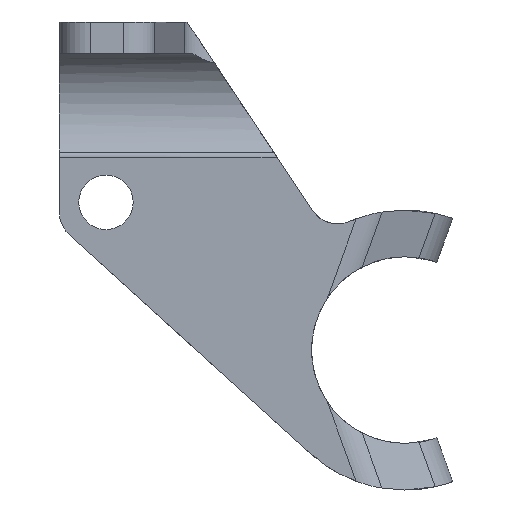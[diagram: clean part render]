
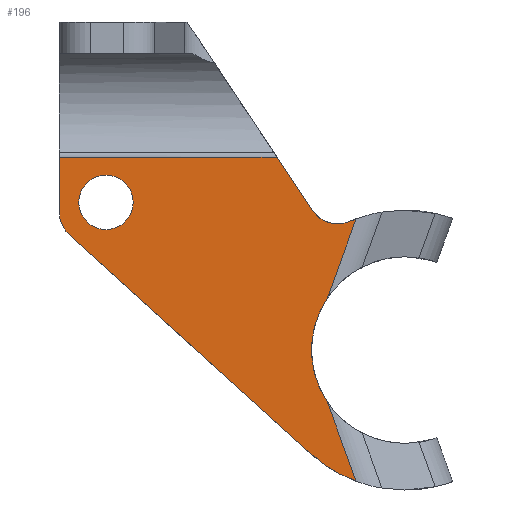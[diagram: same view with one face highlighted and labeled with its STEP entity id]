
A CAD part, front view. The second image highlights one B-rep face of the part: STEP entity #196.
In plain terms, the highlighted planar face has unit normal (0, -1, 0).
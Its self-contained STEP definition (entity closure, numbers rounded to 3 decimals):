
#7 = DIRECTION ( 'NONE',  ( 0.553, 0., -0.833 ) ) ;
#22 = EDGE_CURVE ( 'NONE', #1745, #531, #2024, .T. ) ;
#44 = ORIENTED_EDGE ( 'NONE', *, *, #584, .T. ) ;
#69 = VERTEX_POINT ( 'NONE', #1315 ) ;
#131 = DIRECTION ( 'NONE',  ( 0., -1., 0. ) ) ;
#141 = AXIS2_PLACEMENT_3D ( 'NONE', #1032, #2068, #174 ) ;
#158 = CIRCLE ( 'NONE', #1000, 2. ) ;
#165 = VECTOR ( 'NONE', #521, 1000. ) ;
#167 = LINE ( 'NONE', #1182, #1471 ) ;
#174 = DIRECTION ( 'NONE',  ( 0., 0., 1. ) ) ;
#181 = VERTEX_POINT ( 'NONE', #1433 ) ;
#193 = CARTESIAN_POINT ( 'NONE',  ( 37.65, 18.25, 0. ) ) ;
#196 = ADVANCED_FACE ( 'NONE', ( #1657, #2150 ), #1738, .F. ) ;
#203 = AXIS2_PLACEMENT_3D ( 'NONE', #1828, #668, #1009 ) ;
#216 = AXIS2_PLACEMENT_3D ( 'NONE', #1853, #2211, #1484 ) ;
#284 = VERTEX_POINT ( 'NONE', #1077 ) ;
#302 = CARTESIAN_POINT ( 'NONE',  ( 18.425, 18.25, 7.75 ) ) ;
#303 = VECTOR ( 'NONE', #1449, 1000. ) ;
#311 = CARTESIAN_POINT ( 'NONE',  ( 37.65, 18.25, 0. ) ) ;
#452 = ORIENTED_EDGE ( 'NONE', *, *, #1973, .F. ) ;
#466 = CARTESIAN_POINT ( 'NONE',  ( 15.425, 18.25, 8. ) ) ;
#479 = DIRECTION ( 'NONE',  ( 0.342, 0., 0.94 ) ) ;
#505 = CARTESIAN_POINT ( 'NONE',  ( 23.65, 18.25, 21.1 ) ) ;
#521 = DIRECTION ( 'NONE',  ( -0.741, 0., 0.672 ) ) ;
#531 = VERTEX_POINT ( 'NONE', #1169 ) ;
#545 = ORIENTED_EDGE ( 'NONE', *, *, #1214, .F. ) ;
#568 = DIRECTION ( 'NONE',  ( 0., 1., 0. ) ) ;
#584 = EDGE_CURVE ( 'NONE', #1002, #1908, #158, .T. ) ;
#587 = CIRCLE ( 'NONE', #1297, 6. ) ;
#638 = VERTEX_POINT ( 'NONE', #2171 ) ;
#648 = DIRECTION ( 'NONE',  ( 0., 0., 1. ) ) ;
#653 = DIRECTION ( 'NONE',  ( 0., 1., 0. ) ) ;
#662 = ORIENTED_EDGE ( 'NONE', *, *, #1026, .F. ) ;
#668 = DIRECTION ( 'NONE',  ( 0., 1., 0. ) ) ;
#675 = AXIS2_PLACEMENT_3D ( 'NONE', #1677, #653, #1841 ) ;
#700 = DIRECTION ( 'NONE',  ( 0., 0., 1. ) ) ;
#738 = EDGE_LOOP ( 'NONE', ( #662, #1743, #2193, #1706, #862, #1251, #2021, #2248, #972, #545, #44, #452 ) ) ;
#748 = LINE ( 'NONE', #1646, #1601 ) ;
#756 = DIRECTION ( 'NONE',  ( 0., -1., 0. ) ) ;
#766 = EDGE_CURVE ( 'NONE', #837, #1248, #587, .T. ) ;
#778 = CARTESIAN_POINT ( 'NONE',  ( 32.66, 18.25, -3.332 ) ) ;
#828 = EDGE_CURVE ( 'NONE', #181, #1745, #2075, .T. ) ;
#837 = VERTEX_POINT ( 'NONE', #1103 ) ;
#852 = VERTEX_POINT ( 'NONE', #2073 ) ;
#862 = ORIENTED_EDGE ( 'NONE', *, *, #2018, .F. ) ;
#866 = CIRCLE ( 'NONE', #675, 1.75 ) ;
#888 = CIRCLE ( 'NONE', #905, 1.75 ) ;
#905 = AXIS2_PLACEMENT_3D ( 'NONE', #1661, #1154, #1137 ) ;
#933 = DIRECTION ( 'NONE',  ( 0., 0., 1. ) ) ;
#949 = CARTESIAN_POINT ( 'NONE',  ( 17.425, 18.25, 8.886 ) ) ;
#962 = CARTESIAN_POINT ( 'NONE',  ( 15.425, 18.25, 8.886 ) ) ;
#963 = LINE ( 'NONE', #1772, #303 ) ;
#972 = ORIENTED_EDGE ( 'NONE', *, *, #1911, .T. ) ;
#1000 = AXIS2_PLACEMENT_3D ( 'NONE', #949, #756, #933 ) ;
#1001 = VERTEX_POINT ( 'NONE', #1270 ) ;
#1002 = VERTEX_POINT ( 'NONE', #962 ) ;
#1009 = DIRECTION ( 'NONE',  ( 0., 0., 1. ) ) ;
#1026 = EDGE_CURVE ( 'NONE', #1001, #284, #1502, .T. ) ;
#1032 = CARTESIAN_POINT ( 'NONE',  ( 37.65, 18.25, 0. ) ) ;
#1062 = EDGE_LOOP ( 'NONE', ( #1196, #2146 ) ) ;
#1077 = CARTESIAN_POINT ( 'NONE',  ( 31.605, 18.25, -6.668 ) ) ;
#1097 = CIRCLE ( 'NONE', #141, 9. ) ;
#1103 = CARTESIAN_POINT ( 'NONE',  ( 32.66, 18.25, 3.332 ) ) ;
#1118 = AXIS2_PLACEMENT_3D ( 'NONE', #193, #568, #1414 ) ;
#1137 = DIRECTION ( 'NONE',  ( 0., 0., 1. ) ) ;
#1154 = DIRECTION ( 'NONE',  ( 0., 1., 0. ) ) ;
#1165 = VERTEX_POINT ( 'NONE', #302 ) ;
#1169 = CARTESIAN_POINT ( 'NONE',  ( 31.67, 18.25, 9.013 ) ) ;
#1182 = CARTESIAN_POINT ( 'NONE',  ( 34.733, 18.25, 9.025 ) ) ;
#1196 = ORIENTED_EDGE ( 'NONE', *, *, #1817, .T. ) ;
#1214 = EDGE_CURVE ( 'NONE', #1002, #852, #2224, .T. ) ;
#1248 = VERTEX_POINT ( 'NONE', #778 ) ;
#1251 = ORIENTED_EDGE ( 'NONE', *, *, #828, .T. ) ;
#1254 = EDGE_CURVE ( 'NONE', #69, #1165, #866, .T. ) ;
#1270 = CARTESIAN_POINT ( 'NONE',  ( 34.519, 18.25, -8.438 ) ) ;
#1283 = EDGE_CURVE ( 'NONE', #638, #531, #1663, .T. ) ;
#1286 = VECTOR ( 'NONE', #7, 1000. ) ;
#1297 = AXIS2_PLACEMENT_3D ( 'NONE', #311, #131, #648 ) ;
#1315 = CARTESIAN_POINT ( 'NONE',  ( 18.425, 18.25, 11.25 ) ) ;
#1316 = CARTESIAN_POINT ( 'NONE',  ( 16.082, 18.25, 7.405 ) ) ;
#1345 = CARTESIAN_POINT ( 'NONE',  ( 31.605, 18.25, -6.668 ) ) ;
#1384 = EDGE_CURVE ( 'NONE', #837, #2134, #167, .T. ) ;
#1414 = DIRECTION ( 'NONE',  ( 0., 0., 1. ) ) ;
#1433 = CARTESIAN_POINT ( 'NONE',  ( 34.121, 18.25, 8.279 ) ) ;
#1449 = DIRECTION ( 'NONE',  ( -0.342, 0., 0.94 ) ) ;
#1471 = VECTOR ( 'NONE', #479, 1000. ) ;
#1484 = DIRECTION ( 'NONE',  ( 0., 0., 1. ) ) ;
#1502 = CIRCLE ( 'NONE', #1118, 9. ) ;
#1522 = AXIS2_PLACEMENT_3D ( 'NONE', #2083, #1981, #1639 ) ;
#1540 = LINE ( 'NONE', #1345, #165 ) ;
#1601 = VECTOR ( 'NONE', #2220, 1000. ) ;
#1639 = DIRECTION ( 'NONE',  ( 0., 0., 1. ) ) ;
#1646 = CARTESIAN_POINT ( 'NONE',  ( 37.65, 18.25, 12.388 ) ) ;
#1657 = FACE_BOUND ( 'NONE', #1062, .T. ) ;
#1661 = CARTESIAN_POINT ( 'NONE',  ( 18.425, 18.25, 9.5 ) ) ;
#1663 = LINE ( 'NONE', #505, #1286 ) ;
#1677 = CARTESIAN_POINT ( 'NONE',  ( 18.425, 18.25, 9.5 ) ) ;
#1706 = ORIENTED_EDGE ( 'NONE', *, *, #1384, .T. ) ;
#1738 = PLANE ( 'NONE',  #1522 ) ;
#1743 = ORIENTED_EDGE ( 'NONE', *, *, #2238, .T. ) ;
#1745 = VERTEX_POINT ( 'NONE', #1784 ) ;
#1758 = VECTOR ( 'NONE', #700, 1000. ) ;
#1772 = CARTESIAN_POINT ( 'NONE',  ( 33.307, 18.25, -5.11 ) ) ;
#1784 = CARTESIAN_POINT ( 'NONE',  ( 33.336, 18.25, 8.119 ) ) ;
#1817 = EDGE_CURVE ( 'NONE', #1165, #69, #888, .T. ) ;
#1828 = CARTESIAN_POINT ( 'NONE',  ( 33.336, 18.25, 10.119 ) ) ;
#1841 = DIRECTION ( 'NONE',  ( 0., 0., 1. ) ) ;
#1853 = CARTESIAN_POINT ( 'NONE',  ( 33.336, 18.25, 10.119 ) ) ;
#1908 = VERTEX_POINT ( 'NONE', #1316 ) ;
#1911 = EDGE_CURVE ( 'NONE', #638, #852, #748, .T. ) ;
#1973 = EDGE_CURVE ( 'NONE', #284, #1908, #1540, .T. ) ;
#1981 = DIRECTION ( 'NONE',  ( 0., 1., 0. ) ) ;
#2018 = EDGE_CURVE ( 'NONE', #181, #2134, #1097, .T. ) ;
#2021 = ORIENTED_EDGE ( 'NONE', *, *, #22, .T. ) ;
#2024 = CIRCLE ( 'NONE', #216, 2. ) ;
#2068 = DIRECTION ( 'NONE',  ( 0., 1., 0. ) ) ;
#2073 = CARTESIAN_POINT ( 'NONE',  ( 15.425, 18.25, 12.388 ) ) ;
#2075 = CIRCLE ( 'NONE', #203, 2. ) ;
#2083 = CARTESIAN_POINT ( 'NONE',  ( 37.65, 18.25, 0. ) ) ;
#2126 = CARTESIAN_POINT ( 'NONE',  ( 34.519, 18.25, 8.438 ) ) ;
#2134 = VERTEX_POINT ( 'NONE', #2126 ) ;
#2146 = ORIENTED_EDGE ( 'NONE', *, *, #1254, .T. ) ;
#2150 = FACE_OUTER_BOUND ( 'NONE', #738, .T. ) ;
#2171 = CARTESIAN_POINT ( 'NONE',  ( 29.431, 18.25, 12.388 ) ) ;
#2193 = ORIENTED_EDGE ( 'NONE', *, *, #766, .F. ) ;
#2211 = DIRECTION ( 'NONE',  ( 0., 1., 0. ) ) ;
#2220 = DIRECTION ( 'NONE',  ( -1., 0., 0. ) ) ;
#2224 = LINE ( 'NONE', #466, #1758 ) ;
#2238 = EDGE_CURVE ( 'NONE', #1001, #1248, #963, .T. ) ;
#2248 = ORIENTED_EDGE ( 'NONE', *, *, #1283, .F. ) ;
